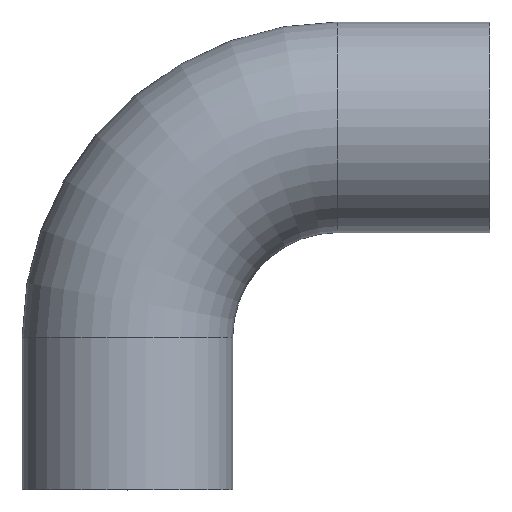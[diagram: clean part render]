
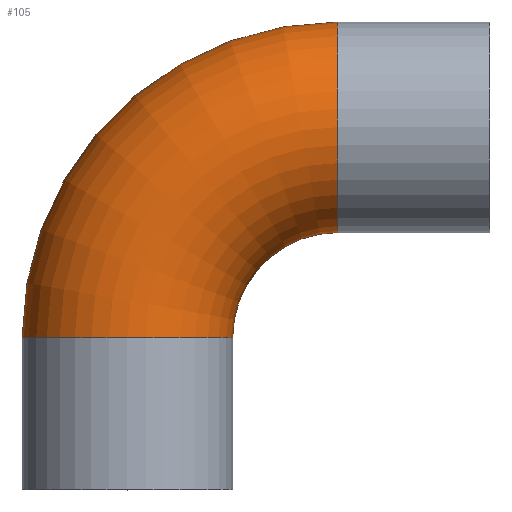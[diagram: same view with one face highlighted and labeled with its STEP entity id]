
A CAD part, top view. The second image highlights one B-rep face of the part: STEP entity #105.
In plain terms, the highlighted toroidal (fillet/blend) face has major radius 140 mm and minor radius 70 mm.
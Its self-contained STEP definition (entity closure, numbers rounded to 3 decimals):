
#85 = EDGE_CURVE( '', #121, #101, #219, .T. );
#87 = VERTEX_POINT( '', #221 );
#101 = VERTEX_POINT( '', #238 );
#105 = ADVANCED_FACE( '', ( #244 ), #245, .T. );
#119 = EDGE_CURVE( '', #101, #87, #261, .T. );
#121 = VERTEX_POINT( '', #263 );
#153 = VERTEX_POINT( '', #298 );
#167 = EDGE_CURVE( '', #87, #153, #314, .T. );
#199 = EDGE_CURVE( '', #121, #153, #349, .T. );
#219 = CIRCLE( '', #360, 210. );
#221 = CARTESIAN_POINT( '', ( 70., 101., 0. ) );
#238 = CARTESIAN_POINT( '', ( -70., 101., 0. ) );
#244 = FACE_OUTER_BOUND( '', #389, .T. );
#245 = TOROIDAL_SURFACE( '', #390, 140., 70. );
#261 = CIRCLE( '', #408, 70. );
#263 = CARTESIAN_POINT( '', ( 140., 311., 0. ) );
#298 = CARTESIAN_POINT( '', ( 140., 171., 0. ) );
#314 = CIRCLE( '', #477, 70. );
#349 = CIRCLE( '', #524, 70. );
#360 = AXIS2_PLACEMENT_3D( '', #526, #527, #528 );
#389 = EDGE_LOOP( '', ( #569, #570, #571, #572 ) );
#390 = AXIS2_PLACEMENT_3D( '', #573, #574, #575 );
#408 = AXIS2_PLACEMENT_3D( '', #594, #595, #596 );
#477 = AXIS2_PLACEMENT_3D( '', #654, #655, #656 );
#524 = AXIS2_PLACEMENT_3D( '', #704, #705, #706 );
#526 = CARTESIAN_POINT( '', ( 140., 101., 0. ) );
#527 = DIRECTION( '', ( 0., 0., 1. ) );
#528 = DIRECTION( '', ( 1., 0., 0. ) );
#569 = ORIENTED_EDGE( '', *, *, #85, .T. );
#570 = ORIENTED_EDGE( '', *, *, #119, .T. );
#571 = ORIENTED_EDGE( '', *, *, #167, .T. );
#572 = ORIENTED_EDGE( '', *, *, #199, .F. );
#573 = CARTESIAN_POINT( '', ( 140., 101., 0. ) );
#574 = DIRECTION( '', ( 0., 0., 1. ) );
#575 = DIRECTION( '', ( 1., 0., 0. ) );
#594 = CARTESIAN_POINT( '', ( 0., 101., 0. ) );
#595 = DIRECTION( '', ( 0., 1., 0. ) );
#596 = DIRECTION( '', ( 1., 0., 0. ) );
#654 = CARTESIAN_POINT( '', ( 140., 101., 0. ) );
#655 = DIRECTION( '', ( 0., 0., -1. ) );
#656 = DIRECTION( '', ( 1., 0., 0. ) );
#704 = CARTESIAN_POINT( '', ( 140., 241., 0. ) );
#705 = DIRECTION( '', ( 1., 0., 0. ) );
#706 = DIRECTION( '', ( 0., -1., 0. ) );
